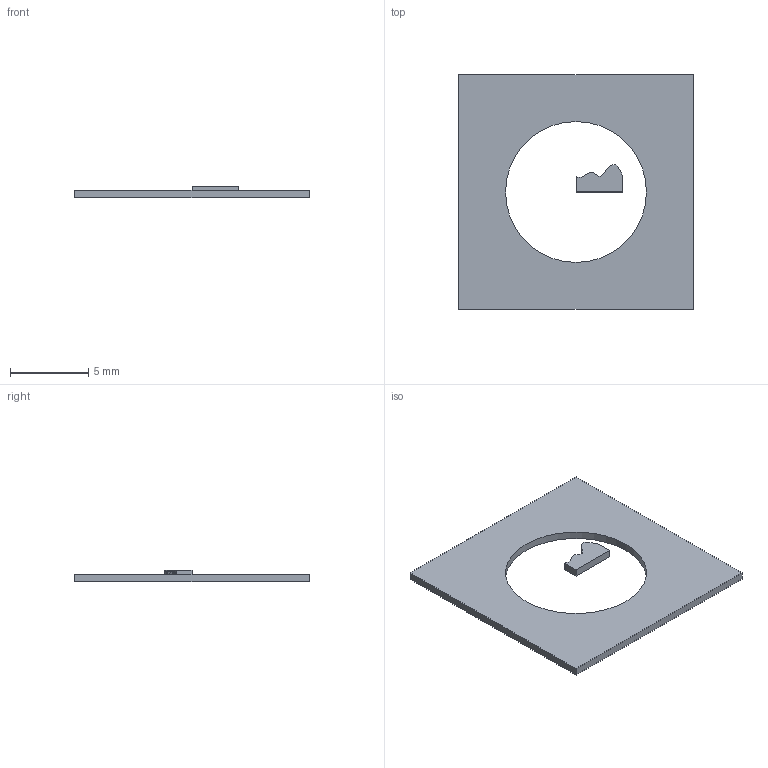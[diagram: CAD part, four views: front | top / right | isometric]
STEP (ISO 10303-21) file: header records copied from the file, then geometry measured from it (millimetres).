
FILE_DESCRIPTION(('Open CASCADE Model'),'2;1');
FILE_NAME('Open CASCADE Shape Model','2024-06-05T15:04:40',('Author'),( 'Open CASCADE'),'Open CASCADE STEP processor 7.7','Open CASCADE 7.7' ,'Unknown');
FILE_SCHEMA(('AUTOMOTIVE_DESIGN { 1 0 10303 214 1 1 1 1 }'));
Length unit declared in the file: millimetre
Products named in the file (5): 8ce59a2c-2344-11ef-9ebd-a434d95c2a9c; 8ce67636-2344-11ef-9ebd-a434d95c2a9c; 8ce67636-2344-11ef-9ebd-a434d95c2a9c_part; 8d3b1218-2344-11ef-9ebd-a434d95c2a9c; 8d3b1218-2344-11ef-9ebd-a434d95c2a9c_part
Assembly tree (4 placements, depth 3):
  8ce59a2c-2344-11ef-9ebd-a434d95c2a9c
    8ce67636-2344-11ef-9ebd-a434d95c2a9c
      8ce67636-2344-11ef-9ebd-a434d95c2a9c_part
    8d3b1218-2344-11ef-9ebd-a434d95c2a9c
      8d3b1218-2344-11ef-9ebd-a434d95c2a9c_part
Bounding box: 15 x 15 x 0.75 mm (x, y, z)
Volume: 82.6 mm3; surface area: 378.9 mm2
Topology: 2 solids, 2 shells, 60 faces, 116 edges, 60 vertices
Faces by surface type: plane 59, cylinder 1
Full cylindrical faces by diameter (mm): 9 x1
Entity records: 3000 total; most frequent: CARTESIAN_POINT 509, DIRECTION 454, LINE 320, VECTOR 320, ORIENTED_EDGE 232, PCURVE 232, DEFINITIONAL_REPRESENTATION 232, EDGE_CURVE 116
